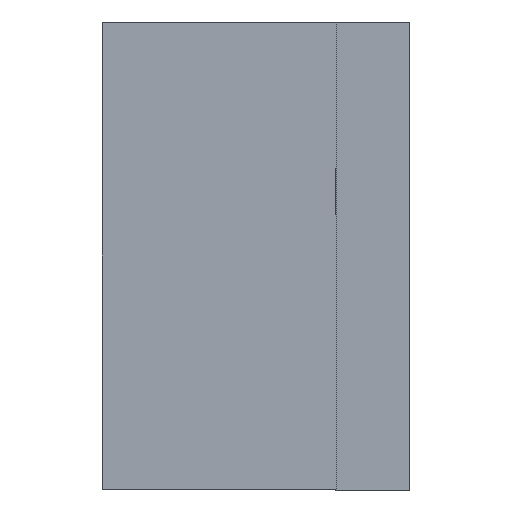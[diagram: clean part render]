
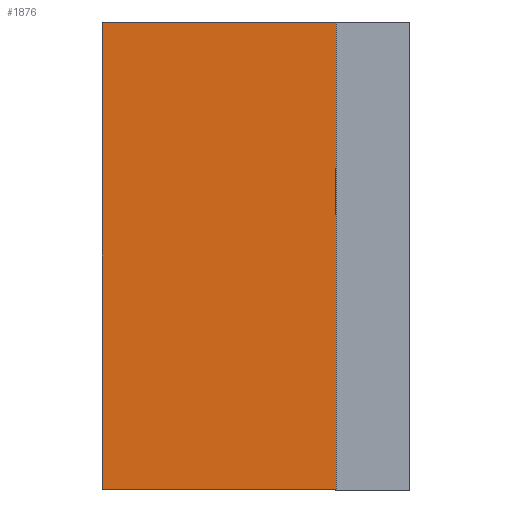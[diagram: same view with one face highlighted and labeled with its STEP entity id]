
A CAD part, left-side view. The second image highlights one B-rep face of the part: STEP entity #1876.
In plain terms, the highlighted planar face has unit normal (-1, 0, 0).
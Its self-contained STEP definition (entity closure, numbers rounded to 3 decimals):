
#148 = VERTEX_POINT ( 'NONE', #433 ) ;
#211 = ORIENTED_EDGE ( 'NONE', *, *, #2034, .F. ) ;
#212 = ORIENTED_EDGE ( 'NONE', *, *, #1975, .T. ) ;
#286 = ORIENTED_EDGE ( 'NONE', *, *, #1973, .F. ) ;
#288 = ORIENTED_EDGE ( 'NONE', *, *, #1983, .T. ) ;
#433 = CARTESIAN_POINT ( 'NONE',  ( -0.7, 0.925, -0.797 ) ) ;
#705 = PLANE ( 'NONE',  #1533 ) ;
#706 = CARTESIAN_POINT ( 'NONE',  ( -0.7, 0.01, 0.797 ) ) ;
#707 = DIRECTION ( 'NONE',  ( -1., 0., 0. ) ) ;
#708 = DIRECTION ( 'NONE',  ( 0., -1., 0. ) ) ;
#1126 = LINE ( 'NONE', #1127, #2266 ) ;
#1127 = CARTESIAN_POINT ( 'NONE',  ( -0.7, 0.01, -0.797 ) ) ;
#1128 = DIRECTION ( 'NONE',  ( 0., 1., 0. ) ) ;
#1132 = LINE ( 'NONE', #1133, #2268 ) ;
#1133 = CARTESIAN_POINT ( 'NONE',  ( -0.7, 0.925, 0.797 ) ) ;
#1134 = DIRECTION ( 'NONE',  ( 0., 0., -1. ) ) ;
#1156 = LINE ( 'NONE', #1157, #2276 ) ;
#1157 = CARTESIAN_POINT ( 'NONE',  ( -0.7, 0.01, 0.797 ) ) ;
#1158 = DIRECTION ( 'NONE',  ( 0., 1., 0. ) ) ;
#1314 = LINE ( 'NONE', #1315, #2069 ) ;
#1315 = CARTESIAN_POINT ( 'NONE',  ( -0.7, 0.125, 0.797 ) ) ;
#1316 = DIRECTION ( 'NONE',  ( 0., 0., -1. ) ) ;
#1404 = CARTESIAN_POINT ( 'NONE',  ( -0.7, 0.925, 0.797 ) ) ;
#1414 = CARTESIAN_POINT ( 'NONE',  ( -0.7, 0.125, -0.797 ) ) ;
#1416 = CARTESIAN_POINT ( 'NONE',  ( -0.7, 0.125, 0.797 ) ) ;
#1530 = FACE_OUTER_BOUND ( 'NONE', #1569, .T. ) ;
#1533 = AXIS2_PLACEMENT_3D ( 'NONE', #706, #707, #708 ) ;
#1569 = EDGE_LOOP ( 'NONE', ( #286, #211, #288, #212 ) ) ;
#1876 = ADVANCED_FACE ( 'NONE', ( #1530 ), #705, .T. ) ;
#1973 = EDGE_CURVE ( 'NONE', #2253, #148, #1126, .T. ) ;
#1975 = EDGE_CURVE ( 'NONE', #2243, #148, #1132, .T. ) ;
#1983 = EDGE_CURVE ( 'NONE', #2255, #2243, #1156, .T. ) ;
#2034 = EDGE_CURVE ( 'NONE', #2255, #2253, #1314, .T. ) ;
#2069 = VECTOR ( 'NONE', #1316, 1000. ) ;
#2243 = VERTEX_POINT ( 'NONE', #1404 ) ;
#2253 = VERTEX_POINT ( 'NONE', #1414 ) ;
#2255 = VERTEX_POINT ( 'NONE', #1416 ) ;
#2266 = VECTOR ( 'NONE', #1128, 1000. ) ;
#2268 = VECTOR ( 'NONE', #1134, 1000. ) ;
#2276 = VECTOR ( 'NONE', #1158, 1000. ) ;
